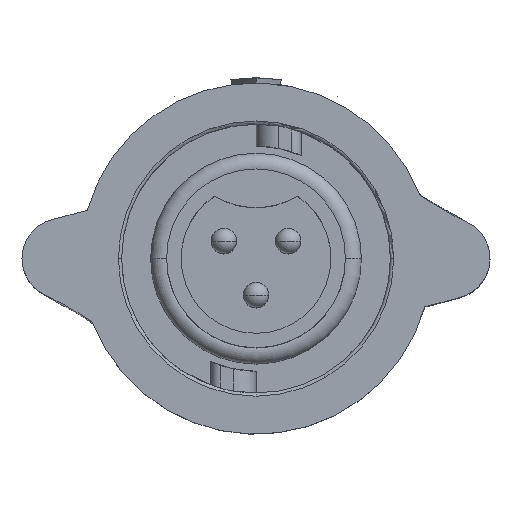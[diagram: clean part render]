
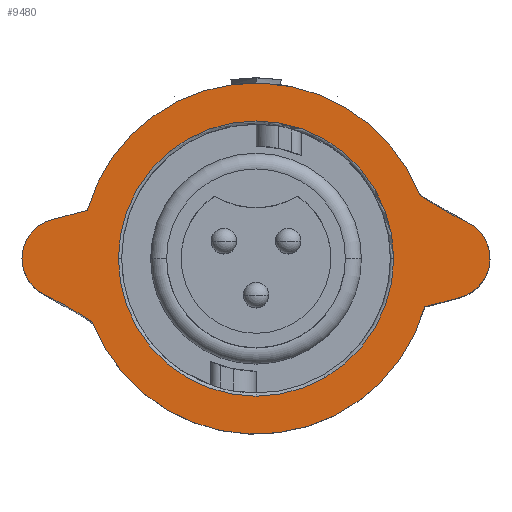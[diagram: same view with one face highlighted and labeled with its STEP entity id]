
A CAD part, top view. The second image highlights one B-rep face of the part: STEP entity #9480.
In plain terms, the highlighted planar face has unit normal (0, 0, 1).
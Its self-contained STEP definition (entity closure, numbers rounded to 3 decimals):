
#290 = CIRCLE ( 'NONE', #10514, 14.478 ) ;
#500 = EDGE_CURVE ( 'NONE', #17006, #1873, #5958, .T. ) ;
#604 = CARTESIAN_POINT ( 'NONE',  ( 0., -6.934, 18.72 ) ) ;
#683 = CARTESIAN_POINT ( 'NONE',  ( 6.462, 2.516, 18.72 ) ) ;
#836 = VERTEX_POINT ( 'NONE', #7167 ) ;
#1351 = CARTESIAN_POINT ( 'NONE',  ( 8.342, 1.431, 18.72 ) ) ;
#1665 = AXIS2_PLACEMENT_3D ( 'NONE', #10642, #4102, #3892 ) ;
#1723 = DIRECTION ( 'NONE',  ( -1., 0., 0. ) ) ;
#1826 = DIRECTION ( 'NONE',  ( 0., 0., -1. ) ) ;
#1873 = VERTEX_POINT ( 'NONE', #20680 ) ;
#1951 = CARTESIAN_POINT ( 'NONE',  ( 6.666, -1.908, 18.72 ) ) ;
#2629 = ORIENTED_EDGE ( 'NONE', *, *, #15521, .T. ) ;
#2890 = CARTESIAN_POINT ( 'NONE',  ( 0., 0., 18.72 ) ) ;
#3024 = ORIENTED_EDGE ( 'NONE', *, *, #20966, .T. ) ;
#3214 = DIRECTION ( 'NONE',  ( 0., 0., 1. ) ) ;
#3361 = DIRECTION ( 'NONE',  ( 0., 0., 1. ) ) ;
#3364 = ORIENTED_EDGE ( 'NONE', *, *, #14564, .T. ) ;
#3588 = EDGE_CURVE ( 'NONE', #4556, #8068, #5230, .T. ) ;
#3650 = ORIENTED_EDGE ( 'NONE', *, *, #6242, .T. ) ;
#3737 = CIRCLE ( 'NONE', #5133, 14.478 ) ;
#3795 = CIRCLE ( 'NONE', #14360, 1.588 ) ;
#3892 = DIRECTION ( 'NONE',  ( -1., 0., 0. ) ) ;
#4042 = CARTESIAN_POINT ( 'NONE',  ( -6.462, -2.516, 18.72 ) ) ;
#4076 = EDGE_LOOP ( 'NONE', ( #4827, #5389, #2629, #20791, #3364, #3024, #13912, #20430, #18301 ) ) ;
#4102 = DIRECTION ( 'NONE',  ( 0., 0., 1. ) ) ;
#4115 = PLANE ( 'NONE',  #4419 ) ;
#4242 = CIRCLE ( 'NONE', #5553, 5.436 ) ;
#4419 = AXIS2_PLACEMENT_3D ( 'NONE', #604, #5983, #14263 ) ;
#4550 = DIRECTION ( 'NONE',  ( -1., 0., 0. ) ) ;
#4556 = VERTEX_POINT ( 'NONE', #13302 ) ;
#4630 = LINE ( 'NONE', #19423, #10778 ) ;
#4826 = CARTESIAN_POINT ( 'NONE',  ( 7.654, 0., 18.72 ) ) ;
#4827 = ORIENTED_EDGE ( 'NONE', *, *, #17061, .T. ) ;
#4876 = CIRCLE ( 'NONE', #20035, 5.436 ) ;
#4950 = CARTESIAN_POINT ( 'NONE',  ( -8.065, 1.533, 18.72 ) ) ;
#5133 = AXIS2_PLACEMENT_3D ( 'NONE', #13652, #13767, #8244 ) ;
#5230 = CIRCLE ( 'NONE', #14413, 1.588 ) ;
#5389 = ORIENTED_EDGE ( 'NONE', *, *, #500, .T. ) ;
#5466 = CARTESIAN_POINT ( 'NONE',  ( -5.436, 0., 18.72 ) ) ;
#5553 = AXIS2_PLACEMENT_3D ( 'NONE', #8442, #1826, #20146 ) ;
#5958 = CIRCLE ( 'NONE', #19714, 6.934 ) ;
#5983 = DIRECTION ( 'NONE',  ( 0., 0., -1. ) ) ;
#6242 = EDGE_CURVE ( 'NONE', #11019, #17221, #4242, .T. ) ;
#6261 = DIRECTION ( 'NONE',  ( -1., 0., 0. ) ) ;
#6782 = CARTESIAN_POINT ( 'NONE',  ( 5.436, 0., 18.72 ) ) ;
#7167 = CARTESIAN_POINT ( 'NONE',  ( -8.342, -1.431, 18.72 ) ) ;
#7539 = DIRECTION ( 'NONE',  ( 1., 0., 0. ) ) ;
#7986 = AXIS2_PLACEMENT_3D ( 'NONE', #11757, #3361, #1723 ) ;
#8068 = VERTEX_POINT ( 'NONE', #1351 ) ;
#8244 = DIRECTION ( 'NONE',  ( -1., 0., 0. ) ) ;
#8442 = CARTESIAN_POINT ( 'NONE',  ( 0., 0., 18.72 ) ) ;
#8702 = EDGE_CURVE ( 'NONE', #12055, #4556, #4630, .T. ) ;
#9205 = DIRECTION ( 'NONE',  ( 0., 0., -1. ) ) ;
#9480 = ADVANCED_FACE ( 'NONE', ( #16943, #14377 ), #4115, .F. ) ;
#9581 = VERTEX_POINT ( 'NONE', #13260 ) ;
#10514 = AXIS2_PLACEMENT_3D ( 'NONE', #12468, #12147, #18880 ) ;
#10642 = CARTESIAN_POINT ( 'NONE',  ( -7.654, 0., 18.72 ) ) ;
#10702 = EDGE_CURVE ( 'NONE', #19009, #9581, #3795, .T. ) ;
#10778 = VECTOR ( 'NONE', #18089, 1000. ) ;
#11019 = VERTEX_POINT ( 'NONE', #5466 ) ;
#11757 = CARTESIAN_POINT ( 'NONE',  ( 0., 0., 18.72 ) ) ;
#12055 = VERTEX_POINT ( 'NONE', #1951 ) ;
#12147 = DIRECTION ( 'NONE',  ( 0., 0., -1. ) ) ;
#12468 = CARTESIAN_POINT ( 'NONE',  ( 14.618, 14.478, 18.72 ) ) ;
#12996 = DIRECTION ( 'NONE',  ( 0., 0., 1. ) ) ;
#13260 = CARTESIAN_POINT ( 'NONE',  ( -9.242, 0., 18.72 ) ) ;
#13302 = CARTESIAN_POINT ( 'NONE',  ( 8.065, -1.533, 18.72 ) ) ;
#13652 = CARTESIAN_POINT ( 'NONE',  ( -14.618, -14.478, 18.72 ) ) ;
#13767 = DIRECTION ( 'NONE',  ( 0., 0., -1. ) ) ;
#13834 = EDGE_CURVE ( 'NONE', #18647, #12055, #17172, .T. ) ;
#13912 = ORIENTED_EDGE ( 'NONE', *, *, #13834, .T. ) ;
#13992 = CIRCLE ( 'NONE', #1665, 1.588 ) ;
#14263 = DIRECTION ( 'NONE',  ( -1., 0., 0. ) ) ;
#14360 = AXIS2_PLACEMENT_3D ( 'NONE', #21486, #12996, #14433 ) ;
#14377 = FACE_OUTER_BOUND ( 'NONE', #4076, .T. ) ;
#14413 = AXIS2_PLACEMENT_3D ( 'NONE', #4826, #16543, #6261 ) ;
#14433 = DIRECTION ( 'NONE',  ( -1., 0., 0. ) ) ;
#14564 = EDGE_CURVE ( 'NONE', #9581, #836, #13992, .T. ) ;
#15211 = LINE ( 'NONE', #4950, #20002 ) ;
#15521 = EDGE_CURVE ( 'NONE', #1873, #19009, #15211, .T. ) ;
#15727 = CARTESIAN_POINT ( 'NONE',  ( 0., 0., 18.72 ) ) ;
#16012 = EDGE_LOOP ( 'NONE', ( #16604, #3650 ) ) ;
#16543 = DIRECTION ( 'NONE',  ( 0., 0., 1. ) ) ;
#16604 = ORIENTED_EDGE ( 'NONE', *, *, #19107, .T. ) ;
#16943 = FACE_BOUND ( 'NONE', #16012, .T. ) ;
#17006 = VERTEX_POINT ( 'NONE', #683 ) ;
#17061 = EDGE_CURVE ( 'NONE', #8068, #17006, #290, .T. ) ;
#17172 = CIRCLE ( 'NONE', #7986, 6.934 ) ;
#17221 = VERTEX_POINT ( 'NONE', #6782 ) ;
#18089 = DIRECTION ( 'NONE',  ( 0.966, 0.259, 0. ) ) ;
#18301 = ORIENTED_EDGE ( 'NONE', *, *, #3588, .T. ) ;
#18647 = VERTEX_POINT ( 'NONE', #4042 ) ;
#18880 = DIRECTION ( 'NONE',  ( -1., 0., 0. ) ) ;
#19009 = VERTEX_POINT ( 'NONE', #19246 ) ;
#19107 = EDGE_CURVE ( 'NONE', #17221, #11019, #4876, .T. ) ;
#19246 = CARTESIAN_POINT ( 'NONE',  ( -8.065, 1.533, 18.72 ) ) ;
#19423 = CARTESIAN_POINT ( 'NONE',  ( 8.065, -1.533, 18.72 ) ) ;
#19714 = AXIS2_PLACEMENT_3D ( 'NONE', #2890, #3214, #4550 ) ;
#20002 = VECTOR ( 'NONE', #20286, 1000. ) ;
#20035 = AXIS2_PLACEMENT_3D ( 'NONE', #15727, #9205, #7539 ) ;
#20146 = DIRECTION ( 'NONE',  ( 1., 0., 0. ) ) ;
#20286 = DIRECTION ( 'NONE',  ( -0.966, -0.259, 0. ) ) ;
#20430 = ORIENTED_EDGE ( 'NONE', *, *, #8702, .T. ) ;
#20680 = CARTESIAN_POINT ( 'NONE',  ( -6.666, 1.908, 18.72 ) ) ;
#20791 = ORIENTED_EDGE ( 'NONE', *, *, #10702, .T. ) ;
#20966 = EDGE_CURVE ( 'NONE', #836, #18647, #3737, .T. ) ;
#21486 = CARTESIAN_POINT ( 'NONE',  ( -7.654, 0., 18.72 ) ) ;
